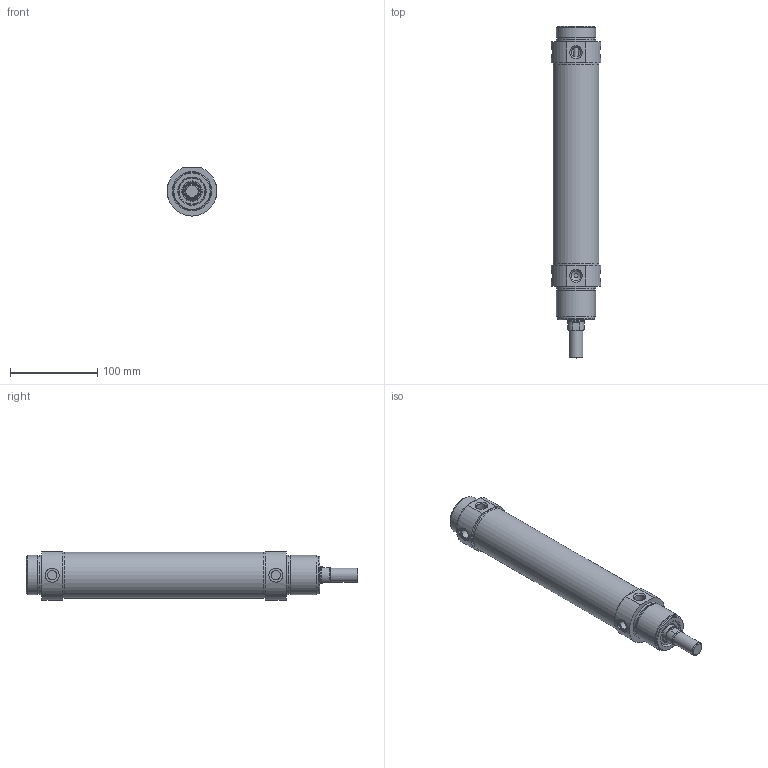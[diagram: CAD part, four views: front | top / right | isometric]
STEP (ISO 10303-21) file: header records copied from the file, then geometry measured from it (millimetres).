
FILE_DESCRIPTION((''),'2;1');
FILE_NAME('IDM050.160.GS.M.stp','2014-07-14T16:59:27',('carlo.corazza'),(''),'Autodesk Inventor 2012','Autodesk Inventor 2012','');
FILE_SCHEMA(('AUTOMOTIVE_DESIGN { 1 0 10303 214 1 1 1 1 }'));
Length unit declared in the file: millimetre
Products named in the file (5): IDM050..GS.M; TP; STELO-160; TA; CORPO-160
Assembly tree (4 placements, depth 2):
  IDM050..GS.M
    TP
    STELO-160
    TA
    CORPO-160
Bounding box: 57 x 380 x 55 mm (x, y, z)
Volume: 325993 mm3; surface area: 128329.9 mm2
Topology: 4 solids, 6 shells, 119 faces, 231 edges, 151 vertices
Faces by surface type: plane 44, cylinder 41, cone 26, torus 8
Full cylindrical faces by diameter (mm): 5 x2, 10.376 x4, 11.445 x2, 12 x1, 16 x5, 17 x1, 19 x1, 20 x2, 20.8 x1, 20.847 x1, 22 x1, 24 x2, 30 x3, 43 x4, 45 x4, 50 x1, 52.4 x3
Entity records: 3056 total; most frequent: CARTESIAN_POINT 697, DIRECTION 484, ORIENTED_EDGE 276, AXIS2_PLACEMENT_3D 235, EDGE_LOOP 224, EDGE_CURVE 138, VERTEX_POINT 128, FACE_OUTER_BOUND 119
